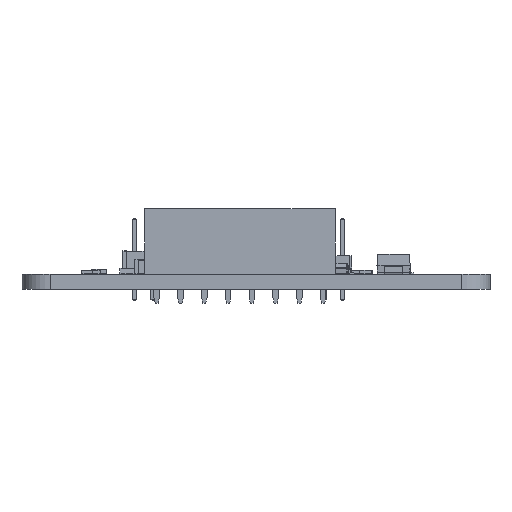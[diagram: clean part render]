
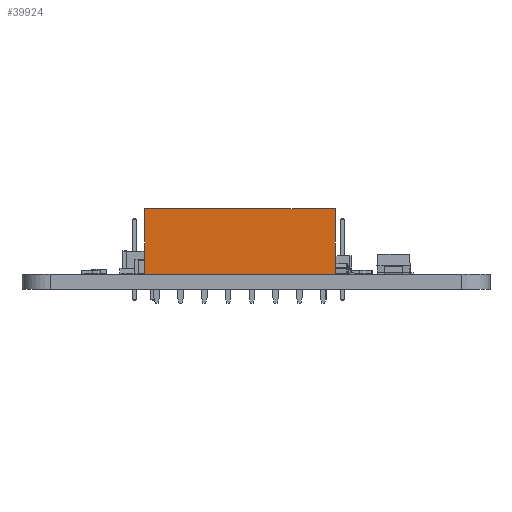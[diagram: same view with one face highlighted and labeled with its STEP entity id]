
A CAD part, left-side view. The second image highlights one B-rep face of the part: STEP entity #39924.
In plain terms, the highlighted face is planar.
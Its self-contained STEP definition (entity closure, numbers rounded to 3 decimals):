
#39924 = ADVANCED_FACE('',(#39925),#39959,.F.);
#39925 = FACE_BOUND('',#39926,.F.);
#39926 = EDGE_LOOP('',(#39927,#39937,#39945,#39953));
#39927 = ORIENTED_EDGE('',*,*,#39928,.T.);
#39928 = EDGE_CURVE('',#39929,#39931,#39933,.T.);
#39929 = VERTEX_POINT('',#39930);
#39930 = CARTESIAN_POINT('',(1.27,-19.05,0.));
#39931 = VERTEX_POINT('',#39932);
#39932 = CARTESIAN_POINT('',(1.27,-19.05,7.));
#39933 = LINE('',#39934,#39935);
#39934 = CARTESIAN_POINT('',(1.27,-19.05,0.));
#39935 = VECTOR('',#39936,1.);
#39936 = DIRECTION('',(0.,0.,1.));
#39937 = ORIENTED_EDGE('',*,*,#39938,.T.);
#39938 = EDGE_CURVE('',#39931,#39939,#39941,.T.);
#39939 = VERTEX_POINT('',#39940);
#39940 = CARTESIAN_POINT('',(1.27,1.27,7.));
#39941 = LINE('',#39942,#39943);
#39942 = CARTESIAN_POINT('',(1.27,-19.05,7.));
#39943 = VECTOR('',#39944,1.);
#39944 = DIRECTION('',(0.,1.,0.));
#39945 = ORIENTED_EDGE('',*,*,#39946,.F.);
#39946 = EDGE_CURVE('',#39947,#39939,#39949,.T.);
#39947 = VERTEX_POINT('',#39948);
#39948 = CARTESIAN_POINT('',(1.27,1.27,0.));
#39949 = LINE('',#39950,#39951);
#39950 = CARTESIAN_POINT('',(1.27,1.27,0.));
#39951 = VECTOR('',#39952,1.);
#39952 = DIRECTION('',(0.,0.,1.));
#39953 = ORIENTED_EDGE('',*,*,#39954,.F.);
#39954 = EDGE_CURVE('',#39929,#39947,#39955,.T.);
#39955 = LINE('',#39956,#39957);
#39956 = CARTESIAN_POINT('',(1.27,-19.05,0.));
#39957 = VECTOR('',#39958,1.);
#39958 = DIRECTION('',(0.,1.,0.));
#39959 = PLANE('',#39960);
#39960 = AXIS2_PLACEMENT_3D('',#39961,#39962,#39963);
#39961 = CARTESIAN_POINT('',(1.27,-19.05,0.));
#39962 = DIRECTION('',(-1.,0.,0.));
#39963 = DIRECTION('',(0.,1.,0.));
